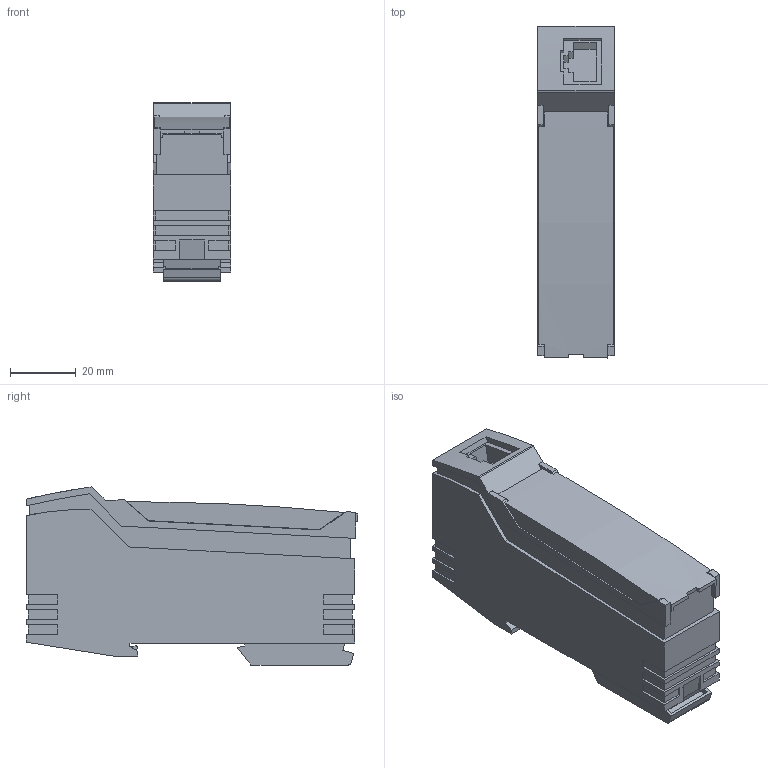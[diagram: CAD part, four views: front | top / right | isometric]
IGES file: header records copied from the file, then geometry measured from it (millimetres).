
Start section: Elysium IGES Interface
Global section: file name: 103Hmodel.igs; native system: Creo Elements/Direct Modeling 20.1A  29-Sep-2018; preprocessor: Creo Element/Direct IGES_3D V2.2; author: Unknown; organization: Unknown; date: 20190220.153142; units: millimetre
Bounding box: 23.6 x 101.36 x 54.41 mm (x, y, z)
Volume: 92225.7 mm3; surface area: 24687 mm2
Topology: 2 solids, 2 shells, 344 faces, 988 edges, 658 vertices
Faces by surface type: bspline 344
